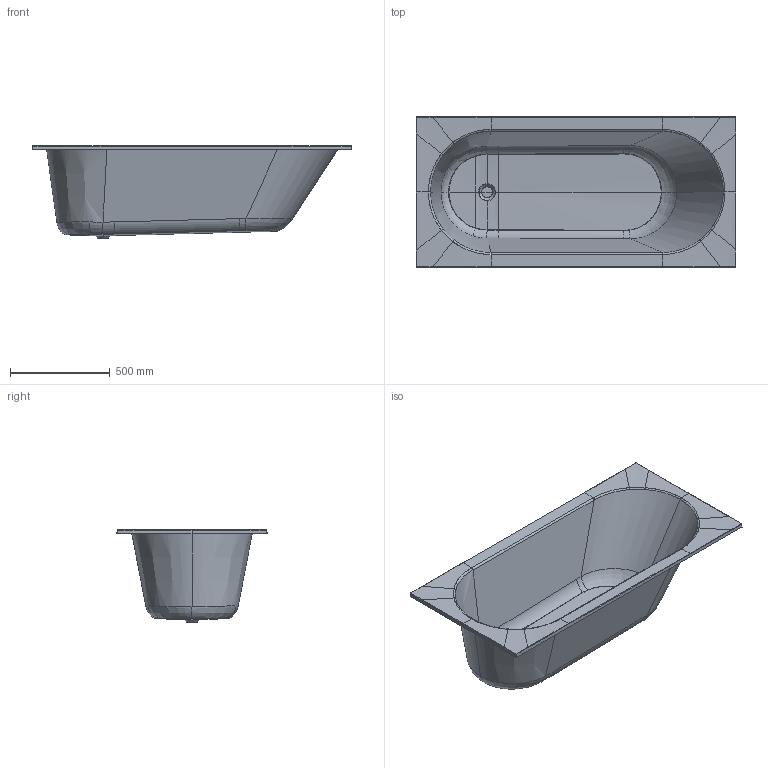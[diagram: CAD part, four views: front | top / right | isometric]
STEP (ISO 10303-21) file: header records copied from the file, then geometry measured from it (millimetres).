
FILE_DESCRIPTION((''),'2;1');
FILE_NAME('UBQ160OBE2V_OBERON','2022-06-29T16:32:46',('hegemanc'),('Villeroy & Boch Wellness bv'),'CREO PARAMETRIC BY PTC INC, 2020454','CREO PARAMETRIC BY PTC INC, 2020454','');
FILE_SCHEMA(('CONFIG_CONTROL_DESIGN'));
Length unit declared in the file: millimetre
Products named in the file (1): UBQ160OBE2V_OBERON
Bounding box: 1601.4 x 751.4 x 462.99 mm (x, y, z)
Surface area: 2323273.2 mm2 (no closed solid volume)
Topology: 0 solids, 1 shells, 120 faces, 435 edges, 296 vertices
Faces by surface type: bspline 68, cylinder 28, plane 12, torus 8, cone 4
Entity records: 8776 total; most frequent: CARTESIAN_POINT 5945, ORIENTED_EDGE 685, EDGE_CURVE 431, VERTEX_POINT 296, B_SPLINE_CURVE_WITH_KNOTS 294, DIRECTION 277, EDGE_LOOP 120, FACE_OUTER_BOUND 120
